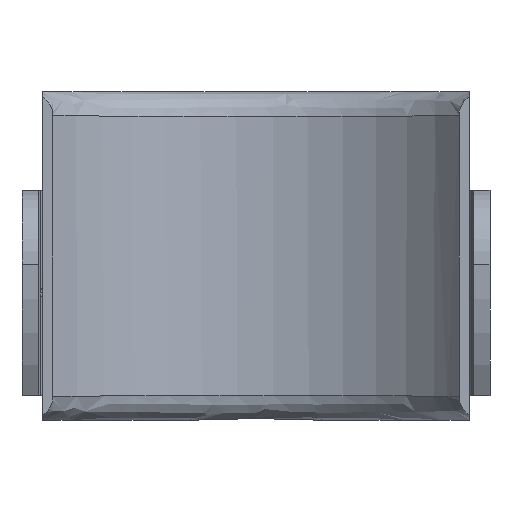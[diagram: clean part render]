
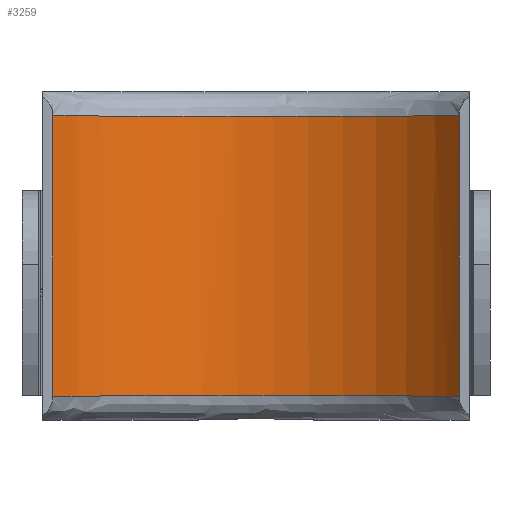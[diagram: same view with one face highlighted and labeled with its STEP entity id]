
A CAD part, front view. The second image highlights one B-rep face of the part: STEP entity #3259.
In plain terms, the highlighted cylindrical face has radius 31.5 mm (diameter 63 mm), a partial arc.
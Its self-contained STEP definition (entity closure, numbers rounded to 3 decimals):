
#55 = VERTEX_POINT ( 'NONE', #1954 ) ;
#69 = DIRECTION ( 'NONE',  ( 0., 0., -1. ) ) ;
#78 = CARTESIAN_POINT ( 'NONE',  ( 0., -31.5, 20. ) ) ;
#151 = DIRECTION ( 'NONE',  ( -1., 0., 0. ) ) ;
#178 = CARTESIAN_POINT ( 'NONE',  ( 5.924, -0.539, -16.999 ) ) ;
#655 = CARTESIAN_POINT ( 'NONE',  ( 14.812, -3.675, 17.015 ) ) ;
#689 = CARTESIAN_POINT ( 'NONE',  ( -17.862, -5.444, -17.032 ) ) ;
#719 = CARTESIAN_POINT ( 'NONE',  ( 11.614, -2.123, -17.003 ) ) ;
#1030 = EDGE_LOOP ( 'NONE', ( #5782, #6121, #6209, #5965 ) ) ;
#1250 = CARTESIAN_POINT ( 'NONE',  ( -12.68, -2.641, -17.007 ) ) ;
#1267 = CARTESIAN_POINT ( 'NONE',  ( 15.861, -4.259, -17.021 ) ) ;
#1408 = CYLINDRICAL_SURFACE ( 'NONE', #5741, 31.5 ) ;
#1462 = CARTESIAN_POINT ( 'NONE',  ( -24.739, -12., 20. ) ) ;
#1548 = EDGE_CURVE ( 'NONE', #7298, #55, #4312, .T. ) ;
#1716 = EDGE_CURVE ( 'NONE', #7298, #6843, #6697, .T. ) ;
#1735 = DIRECTION ( 'NONE',  ( 0., 0., -1. ) ) ;
#1745 = VERTEX_POINT ( 'NONE', #2320 ) ;
#1776 = CARTESIAN_POINT ( 'NONE',  ( -9.332, -1.39, -17.001 ) ) ;
#1803 = CARTESIAN_POINT ( 'NONE',  ( 18.824, -6.216, -17.045 ) ) ;
#1954 = CARTESIAN_POINT ( 'NONE',  ( 24.739, -12., -17.175 ) ) ;
#2320 = CARTESIAN_POINT ( 'NONE',  ( -24.739, -12., -17.175 ) ) ;
#2350 = FACE_OUTER_BOUND ( 'NONE', #1030, .T. ) ;
#2356 = CARTESIAN_POINT ( 'NONE',  ( -4.743, -0.27, -16.999 ) ) ;
#2379 = CARTESIAN_POINT ( 'NONE',  ( 21.536, -8.482, -17.085 ) ) ;
#2385 = EDGE_CURVE ( 'NONE', #6843, #1745, #6881, .T. ) ;
#2482 = DIRECTION ( 'NONE',  ( 0., 0., -1. ) ) ;
#2901 = CARTESIAN_POINT ( 'NONE',  ( -23.259, -10.123, -17.119 ) ) ;
#2917 = CARTESIAN_POINT ( 'NONE',  ( 18.824, -6.216, 17.045 ) ) ;
#2923 = CARTESIAN_POINT ( 'NONE',  ( 1.186, 0., -16.999 ) ) ;
#2947 = CARTESIAN_POINT ( 'NONE',  ( 23.999, -11.062, -17.147 ) ) ;
#3259 = ADVANCED_FACE ( 'NONE', ( #2350 ), #1408, .F. ) ;
#3524 = CARTESIAN_POINT ( 'NONE',  ( 23.205, -10.165, 17.124 ) ) ;
#3531 = CARTESIAN_POINT ( 'NONE',  ( 4.742, -0.336, -16.999 ) ) ;
#3775 = CARTESIAN_POINT ( 'NONE',  ( 24.739, -12., 17.175 ) ) ;
#4023 = CARTESIAN_POINT ( 'NONE',  ( 20.66, -7.692, 17.07 ) ) ;
#4043 = CARTESIAN_POINT ( 'NONE',  ( -24.739, -12., 17.175 ) ) ;
#4070 = CARTESIAN_POINT ( 'NONE',  ( -23.259, -10.123, 17.119 ) ) ;
#4103 = CARTESIAN_POINT ( 'NONE',  ( -21.588, -8.437, 17.083 ) ) ;
#4116 = CARTESIAN_POINT ( 'NONE',  ( -21.588, -8.437, -17.083 ) ) ;
#4132 = CARTESIAN_POINT ( 'NONE',  ( -17.862, -5.444, 17.032 ) ) ;
#4135 = CARTESIAN_POINT ( 'NONE',  ( 9.392, -1.339, -17.001 ) ) ;
#4221 = VECTOR ( 'NONE', #2482, 1000. ) ;
#4312 = LINE ( 'NONE', #4670, #4221 ) ;
#4587 = CARTESIAN_POINT ( 'NONE',  ( -15.865, -4.185, 17.019 ) ) ;
#4619 = CARTESIAN_POINT ( 'NONE',  ( -12.68, -2.641, 17.007 ) ) ;
#4651 = CARTESIAN_POINT ( 'NONE',  ( 21.536, -8.482, 17.085 ) ) ;
#4670 = CARTESIAN_POINT ( 'NONE',  ( 24.739, -12., 20. ) ) ;
#4672 = CARTESIAN_POINT ( 'NONE',  ( -11.586, -2.184, 17.005 ) ) ;
#4679 = CARTESIAN_POINT ( 'NONE',  ( -15.865, -4.185, -17.019 ) ) ;
#4697 = CARTESIAN_POINT ( 'NONE',  ( -9.332, -1.39, 17.001 ) ) ;
#4700 = CARTESIAN_POINT ( 'NONE',  ( 14.812, -3.675, -17.015 ) ) ;
#5052 = B_SPLINE_CURVE_WITH_KNOTS ( 'NONE', 3,
 ( #7322, #2901, #4116, #689, #4679, #1250, #5267, #1776, #5847, #2356, #6423, #2923, #6999, #3531, #178, #4135, #719, #4700, #1267, #5290, #1803, #5862, #2379, #6455, #2947, #7018 ),
 .UNSPECIFIED., .F., .F.,
 ( 4, 2, 2, 2, 2, 2, 2, 2, 2, 2, 2, 2, 4 ),
 ( 0., 0.007, 0.014, 0.018, 0.021, 0.028, 0.032, 0.036, 0.043, 0.046, 0.05, 0.053, 0.057 ),
 .UNSPECIFIED. ) ;
#5189 = CARTESIAN_POINT ( 'NONE',  ( -8.193, -1.061, 17. ) ) ;
#5213 = CARTESIAN_POINT ( 'NONE',  ( -4.743, -0.27, 16.999 ) ) ;
#5233 = CARTESIAN_POINT ( 'NONE',  ( -2.399, -0.001, 16.999 ) ) ;
#5261 = CARTESIAN_POINT ( 'NONE',  ( 1.186, 0., 16.999 ) ) ;
#5267 = CARTESIAN_POINT ( 'NONE',  ( -11.586, -2.184, -17.005 ) ) ;
#5290 = CARTESIAN_POINT ( 'NONE',  ( 17.865, -5.529, -17.036 ) ) ;
#5648 = CARTESIAN_POINT ( 'NONE',  ( -24.739, -12., 17.175 ) ) ;
#5741 = AXIS2_PLACEMENT_3D ( 'NONE', #78, #69, #151 ) ;
#5750 = CARTESIAN_POINT ( 'NONE',  ( 2.376, -0.067, 16.999 ) ) ;
#5774 = CARTESIAN_POINT ( 'NONE',  ( 24.739, -12., 17.175 ) ) ;
#5782 = ORIENTED_EDGE ( 'NONE', *, *, #2385, .T. ) ;
#5810 = CARTESIAN_POINT ( 'NONE',  ( 4.742, -0.336, 16.999 ) ) ;
#5838 = CARTESIAN_POINT ( 'NONE',  ( 5.924, -0.539, 16.999 ) ) ;
#5847 = CARTESIAN_POINT ( 'NONE',  ( -8.193, -1.061, -17. ) ) ;
#5862 = CARTESIAN_POINT ( 'NONE',  ( 20.66, -7.692, -17.07 ) ) ;
#5965 = ORIENTED_EDGE ( 'NONE', *, *, #1716, .T. ) ;
#6121 = ORIENTED_EDGE ( 'NONE', *, *, #6752, .T. ) ;
#6209 = ORIENTED_EDGE ( 'NONE', *, *, #1548, .F. ) ;
#6373 = CARTESIAN_POINT ( 'NONE',  ( 9.392, -1.339, 17.001 ) ) ;
#6399 = CARTESIAN_POINT ( 'NONE',  ( 17.865, -5.529, 17.036 ) ) ;
#6416 = CARTESIAN_POINT ( 'NONE',  ( 11.614, -2.123, 17.003 ) ) ;
#6423 = CARTESIAN_POINT ( 'NONE',  ( -2.399, -0.001, -16.999 ) ) ;
#6455 = CARTESIAN_POINT ( 'NONE',  ( 23.205, -10.165, -17.124 ) ) ;
#6697 = B_SPLINE_CURVE_WITH_KNOTS ( 'NONE', 3,
 ( #5774, #6936, #3524, #4651, #4023, #2917, #6399, #6961, #655, #6416, #6373, #5838, #5810, #5750, #5261, #5233, #5213, #5189, #4697, #4672, #4619, #4587, #4132, #4103, #4070, #4043 ),
 .UNSPECIFIED., .F., .F.,
 ( 4, 2, 2, 2, 2, 2, 2, 2, 2, 2, 2, 2, 4 ),
 ( 0., 0.004, 0.007, 0.011, 0.014, 0.022, 0.025, 0.029, 0.036, 0.039, 0.043, 0.05, 0.057 ),
 .UNSPECIFIED. ) ;
#6752 = EDGE_CURVE ( 'NONE', #1745, #55, #5052, .T. ) ;
#6843 = VERTEX_POINT ( 'NONE', #5648 ) ;
#6881 = LINE ( 'NONE', #1462, #6988 ) ;
#6936 = CARTESIAN_POINT ( 'NONE',  ( 23.999, -11.062, 17.147 ) ) ;
#6961 = CARTESIAN_POINT ( 'NONE',  ( 15.861, -4.259, 17.021 ) ) ;
#6988 = VECTOR ( 'NONE', #1735, 1000. ) ;
#6999 = CARTESIAN_POINT ( 'NONE',  ( 2.376, -0.067, -16.999 ) ) ;
#7018 = CARTESIAN_POINT ( 'NONE',  ( 24.739, -12., -17.175 ) ) ;
#7298 = VERTEX_POINT ( 'NONE', #3775 ) ;
#7322 = CARTESIAN_POINT ( 'NONE',  ( -24.739, -12., -17.175 ) ) ;
